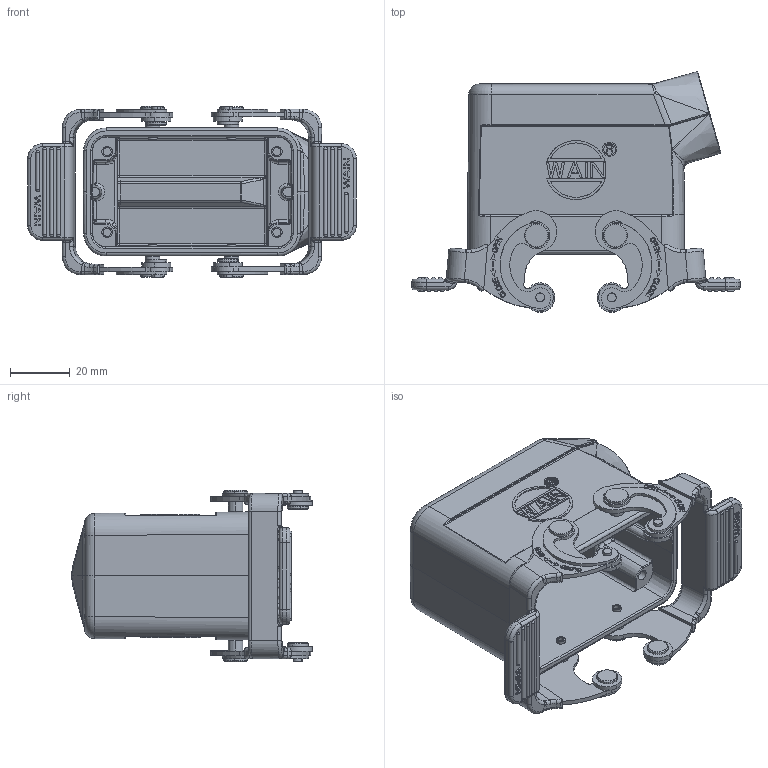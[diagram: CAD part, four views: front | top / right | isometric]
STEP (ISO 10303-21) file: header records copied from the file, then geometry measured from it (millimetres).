
FILE_DESCRIPTION((''),'2;1');
FILE_NAME('MSBR-1','2020-09-29T',('f.li'),(''),'PRO/ENGINEER BY PARAMETRIC TECHNOLOGY CORPORATION, 2012480','PRO/ENGINEER BY PARAMETRIC TECHNOLOGY CORPORATION, 2012480','');
FILE_SCHEMA(('CONFIG_CONTROL_DESIGN'));
Products named in the file (1): MSBR-1
Bounding box: 110.3 x 80.7 x 57.45 mm (x, y, z)
Volume: 70436.6 mm3; surface area: 44243.8 mm2
Topology: 1 solids, 1 shells, 1744 faces, 4607 edges, 3017 vertices
Faces by surface type: plane 817, cylinder 379, bspline 184, extrusion 162, torus 95, cone 62, sphere 45
Entity records: 63458 total; most frequent: CARTESIAN_POINT 21695, ORIENTED_EDGE 9168, DIRECTION 7769, EDGE_CURVE 4584, VERTEX_POINT 3017, VECTOR 2619, AXIS2_PLACEMENT_3D 2575, LINE 2457
